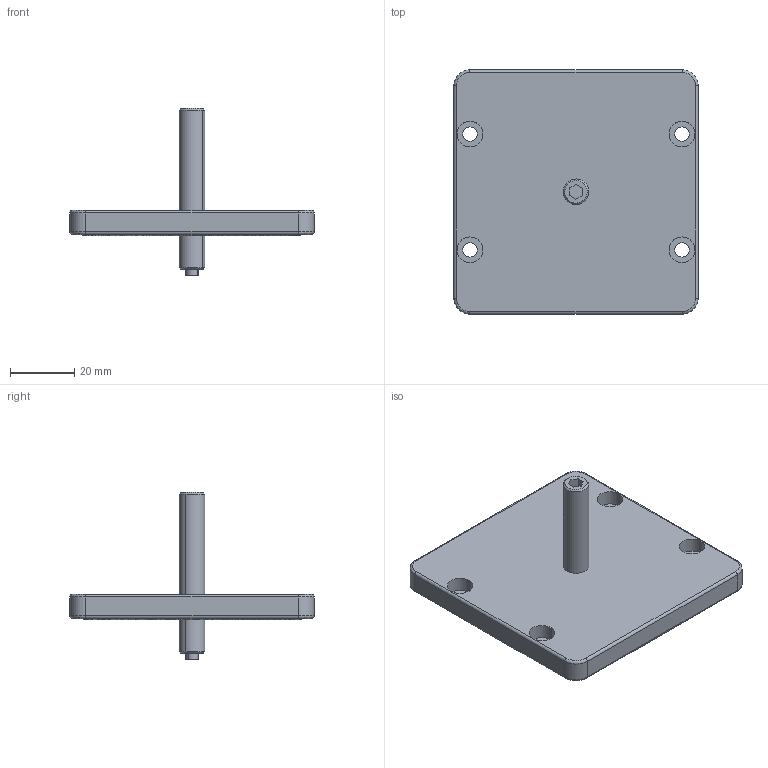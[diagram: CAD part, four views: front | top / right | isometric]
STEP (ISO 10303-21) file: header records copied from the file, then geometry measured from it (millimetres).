
FILE_DESCRIPTION (( 'STEP AP203' ), '1' );
FILE_NAME ('CSC2-CP-D.STEP', '2025-11-28T03:37:29', ( '' ), ( '' ), 'SwSTEP 2.0', 'SolidWorks 2020', '' );
FILE_SCHEMA (( 'CONFIG_CONTROL_DESIGN' ));
Length unit declared in the file: millimetre
Products named in the file (1): CSC2-CP-D
Bounding box: 76 x 76 x 52 mm (x, y, z)
Volume: 44082 mm3; surface area: 17185.5 mm2
Topology: 3 solids, 3 shells, 365 faces, 962 edges, 630 vertices
Faces by surface type: plane 227, bspline 94, cylinder 38, cone 6
Entity records: 15895 total; most frequent: CARTESIAN_POINT 7312, ORIENTED_EDGE 1924, DIRECTION 1440, EDGE_CURVE 962, VECTOR 700, LINE 700, VERTEX_POINT 630, EDGE_LOOP 404
